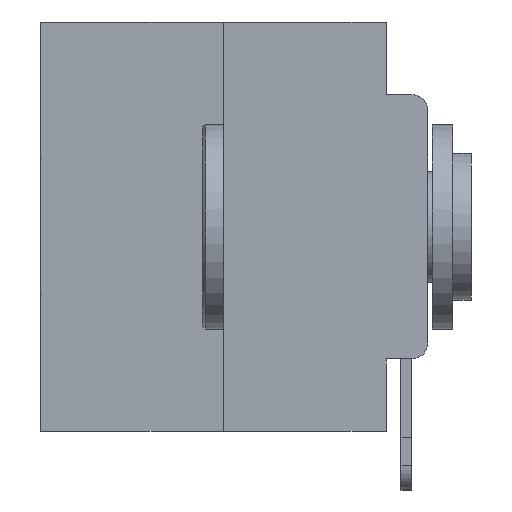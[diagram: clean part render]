
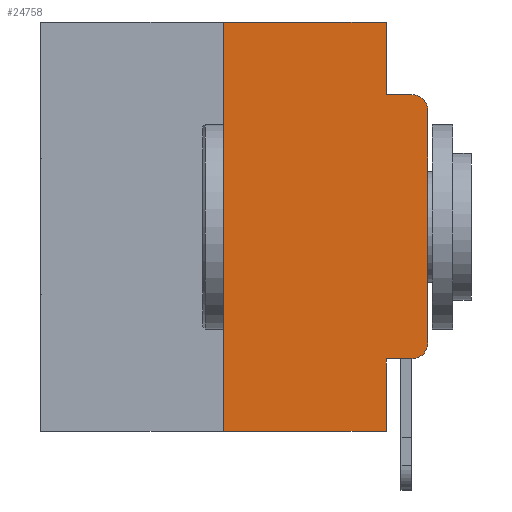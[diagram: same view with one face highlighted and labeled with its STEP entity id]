
A CAD part, left-side view. The second image highlights one B-rep face of the part: STEP entity #24758.
In plain terms, the highlighted planar face has unit normal (-1, 0, 0).
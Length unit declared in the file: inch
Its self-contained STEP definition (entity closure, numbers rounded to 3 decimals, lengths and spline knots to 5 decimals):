
#9 = VERTEX_POINT ( 'NONE', #2358 ) ;
#309 = VERTEX_POINT ( 'NONE', #23606 ) ;
#579 = LINE ( 'NONE', #7452, #21868 ) ;
#1393 = LINE ( 'NONE', #5574, #14030 ) ;
#1394 = EDGE_CURVE ( 'NONE', #16384, #16728, #9363, .T. ) ;
#1497 = ORIENTED_EDGE ( 'NONE', *, *, #28436, .F. ) ;
#2056 = DIRECTION ( 'NONE',  ( 0., -1., 0. ) ) ;
#2177 = CARTESIAN_POINT ( 'NONE',  ( 0., 0.02, -0.3915 ) ) ;
#2358 = CARTESIAN_POINT ( 'NONE',  ( 0., 0.051, -0.5 ) ) ;
#2683 = VERTEX_POINT ( 'NONE', #9802 ) ;
#2684 = CARTESIAN_POINT ( 'NONE',  ( 0., 0.051, 0. ) ) ;
#3004 = EDGE_CURVE ( 'NONE', #309, #10568, #13004, .T. ) ;
#3678 = CARTESIAN_POINT ( 'NONE',  ( 0., 0.051, -0.0885 ) ) ;
#4287 = CARTESIAN_POINT ( 'NONE',  ( 0., 0.051, -0.4115 ) ) ;
#5082 = CIRCLE ( 'NONE', #27486, 0.02 ) ;
#5574 = CARTESIAN_POINT ( 'NONE',  ( 0., 0.051, -0.4115 ) ) ;
#6136 = ORIENTED_EDGE ( 'NONE', *, *, #1394, .F. ) ;
#6213 = DIRECTION ( 'NONE',  ( 0., 0., 1. ) ) ;
#6512 = VERTEX_POINT ( 'NONE', #20254 ) ;
#6689 = LINE ( 'NONE', #13997, #21087 ) ;
#7452 = CARTESIAN_POINT ( 'NONE',  ( 0., 0.051, 0. ) ) ;
#8087 = DIRECTION ( 'NONE',  ( 0., -1., 0. ) ) ;
#8787 = VERTEX_POINT ( 'NONE', #11313 ) ;
#8911 = LINE ( 'NONE', #21421, #20236 ) ;
#9363 = LINE ( 'NONE', #3678, #15879 ) ;
#9775 = LINE ( 'NONE', #23000, #25937 ) ;
#9802 = CARTESIAN_POINT ( 'NONE',  ( 0., 0.25, -0.5 ) ) ;
#10247 = ORIENTED_EDGE ( 'NONE', *, *, #23961, .F. ) ;
#10252 = VECTOR ( 'NONE', #13405, 39.37008 ) ;
#10557 = EDGE_CURVE ( 'NONE', #6512, #23552, #9775, .T. ) ;
#10568 = VERTEX_POINT ( 'NONE', #27348 ) ;
#10664 = CARTESIAN_POINT ( 'NONE',  ( 0., 0.051, -0.0885 ) ) ;
#11313 = CARTESIAN_POINT ( 'NONE',  ( 0., 0.02, -0.4115 ) ) ;
#12150 = EDGE_LOOP ( 'NONE', ( #25599, #21464, #6136, #14351, #18542, #10247, #14623, #1497, #27575, #15133 ) ) ;
#13004 = LINE ( 'NONE', #26617, #10252 ) ;
#13405 = DIRECTION ( 'NONE',  ( 0., 0., 1. ) ) ;
#13597 = DIRECTION ( 'NONE',  ( 1., 0., 0. ) ) ;
#13738 = CIRCLE ( 'NONE', #15251, 0.02 ) ;
#13997 = CARTESIAN_POINT ( 'NONE',  ( 0., 0.051, 0. ) ) ;
#14030 = VECTOR ( 'NONE', #19091, 39.37008 ) ;
#14106 = DIRECTION ( 'NONE',  ( 0., 0., -1. ) ) ;
#14215 = DIRECTION ( 'NONE',  ( 0., 0., -1. ) ) ;
#14351 = ORIENTED_EDGE ( 'NONE', *, *, #24267, .F. ) ;
#14623 = ORIENTED_EDGE ( 'NONE', *, *, #22813, .T. ) ;
#15133 = ORIENTED_EDGE ( 'NONE', *, *, #17445, .T. ) ;
#15251 = AXIS2_PLACEMENT_3D ( 'NONE', #27398, #18370, #14215 ) ;
#15746 = PLANE ( 'NONE',  #22030 ) ;
#15843 = DIRECTION ( 'NONE',  ( 0., 0., -1. ) ) ;
#15879 = VECTOR ( 'NONE', #8087, 39.37008 ) ;
#16288 = CARTESIAN_POINT ( 'NONE',  ( 0., 0.02, -0.0885 ) ) ;
#16384 = VERTEX_POINT ( 'NONE', #10664 ) ;
#16728 = VERTEX_POINT ( 'NONE', #16288 ) ;
#17445 = EDGE_CURVE ( 'NONE', #8787, #309, #5082, .T. ) ;
#18370 = DIRECTION ( 'NONE',  ( -1., 0., 0. ) ) ;
#18483 = EDGE_CURVE ( 'NONE', #20515, #8787, #1393, .T. ) ;
#18542 = ORIENTED_EDGE ( 'NONE', *, *, #10557, .F. ) ;
#19091 = DIRECTION ( 'NONE',  ( 0., -1., 0. ) ) ;
#20072 = CARTESIAN_POINT ( 'NONE',  ( 0., 0.473, 0. ) ) ;
#20236 = VECTOR ( 'NONE', #2056, 39.37008 ) ;
#20254 = CARTESIAN_POINT ( 'NONE',  ( 0., 0.25, 0. ) ) ;
#20515 = VERTEX_POINT ( 'NONE', #4287 ) ;
#21087 = VECTOR ( 'NONE', #22393, 39.37008 ) ;
#21421 = CARTESIAN_POINT ( 'NONE',  ( 0., 0.473, -0.5 ) ) ;
#21464 = ORIENTED_EDGE ( 'NONE', *, *, #27298, .T. ) ;
#21868 = VECTOR ( 'NONE', #14106, 39.37008 ) ;
#22030 = AXIS2_PLACEMENT_3D ( 'NONE', #20072, #13597, #15843 ) ;
#22393 = DIRECTION ( 'NONE',  ( 0., 0., -1. ) ) ;
#22813 = EDGE_CURVE ( 'NONE', #2683, #9, #8911, .T. ) ;
#23000 = CARTESIAN_POINT ( 'NONE',  ( 0., 0.473, 0. ) ) ;
#23097 = DIRECTION ( 'NONE',  ( 0., -1., 0. ) ) ;
#23544 = FACE_OUTER_BOUND ( 'NONE', #12150, .T. ) ;
#23552 = VERTEX_POINT ( 'NONE', #2684 ) ;
#23606 = CARTESIAN_POINT ( 'NONE',  ( 0., 0., -0.3915 ) ) ;
#23834 = DIRECTION ( 'NONE',  ( 0., 0., -1. ) ) ;
#23961 = EDGE_CURVE ( 'NONE', #2683, #6512, #25666, .T. ) ;
#24267 = EDGE_CURVE ( 'NONE', #23552, #16384, #579, .T. ) ;
#24617 = VECTOR ( 'NONE', #6213, 39.37008 ) ;
#24758 = ADVANCED_FACE ( 'NONE', ( #23544 ), #15746, .F. ) ;
#25599 = ORIENTED_EDGE ( 'NONE', *, *, #3004, .T. ) ;
#25666 = LINE ( 'NONE', #27806, #24617 ) ;
#25937 = VECTOR ( 'NONE', #23097, 39.37008 ) ;
#26355 = DIRECTION ( 'NONE',  ( -1., 0., 0. ) ) ;
#26617 = CARTESIAN_POINT ( 'NONE',  ( 0., 0., 0. ) ) ;
#27298 = EDGE_CURVE ( 'NONE', #10568, #16728, #13738, .T. ) ;
#27348 = CARTESIAN_POINT ( 'NONE',  ( 0., 0., -0.1085 ) ) ;
#27398 = CARTESIAN_POINT ( 'NONE',  ( 0., 0.02, -0.1085 ) ) ;
#27486 = AXIS2_PLACEMENT_3D ( 'NONE', #2177, #26355, #23834 ) ;
#27575 = ORIENTED_EDGE ( 'NONE', *, *, #18483, .T. ) ;
#27806 = CARTESIAN_POINT ( 'NONE',  ( 0., 0.25, 0. ) ) ;
#28436 = EDGE_CURVE ( 'NONE', #20515, #9, #6689, .T. ) ;
